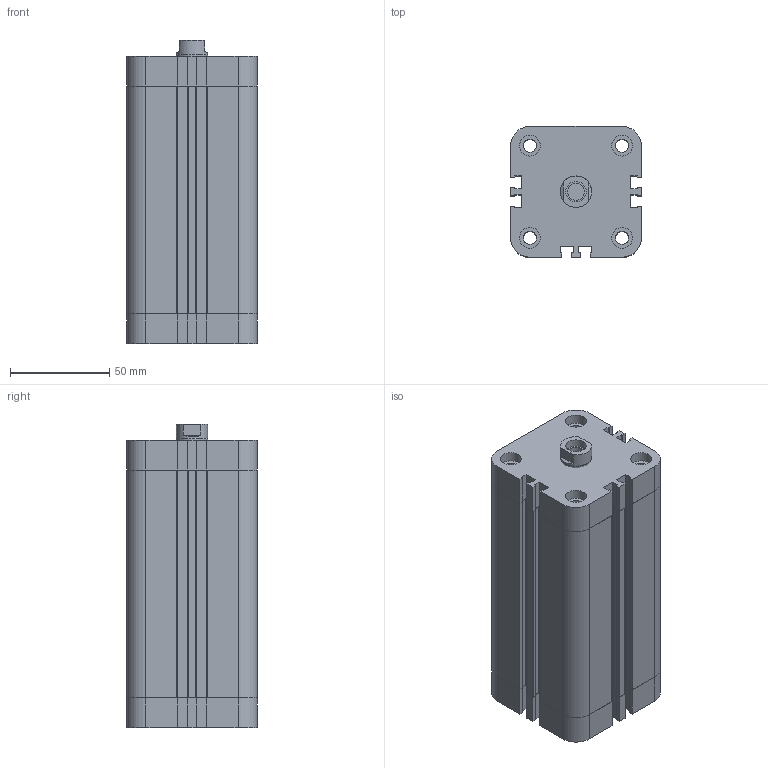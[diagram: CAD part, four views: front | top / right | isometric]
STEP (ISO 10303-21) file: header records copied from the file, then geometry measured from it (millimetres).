
FILE_DESCRIPTION((''),'2;1');
FILE_NAME('154#_50_0100_01_#-01.iam.stp','2011-03-29T08:15:23',(''),(''),'Autodesk Inventor 2011','Autodesk Inventor 2011','');
FILE_SCHEMA(('AUTOMOTIVE_DESIGN { 1 0 10303 214 1 1 1 1 }'));
Length unit declared in the file: millimetre
Products named in the file (5): 154#_50_0100_01_#-01; 1550_510; 1540_503_50_0100; 1540_504_50_0100; 1550_509
Assembly tree (4 placements, depth 2):
  154#_50_0100_01_#-01
    1550_510
    1540_503_50_0100
    1540_504_50_0100
    1550_509
Bounding box: 66 x 66 x 153 mm (x, y, z)
Volume: 394095.7 mm3; surface area: 111072.1 mm2
Topology: 4 solids, 4 shells, 273 faces, 752 edges, 501 vertices
Faces by surface type: plane 182, cylinder 90, cone 1
Full cylindrical faces by diameter (mm): 6.6 x12, 8.5 x1, 8.7 x2, 10 x1, 10.3 x1, 10.5 x8, 12 x1, 15.8 x1, 16 x1, 50 x2
Entity records: 8831 total; most frequent: CARTESIAN_POINT 1500, DIRECTION 1466, ORIENTED_EDGE 1438, EDGE_CURVE 719, VECTOR 536, LINE 536, VERTEX_POINT 499, AXIS2_PLACEMENT_3D 465
